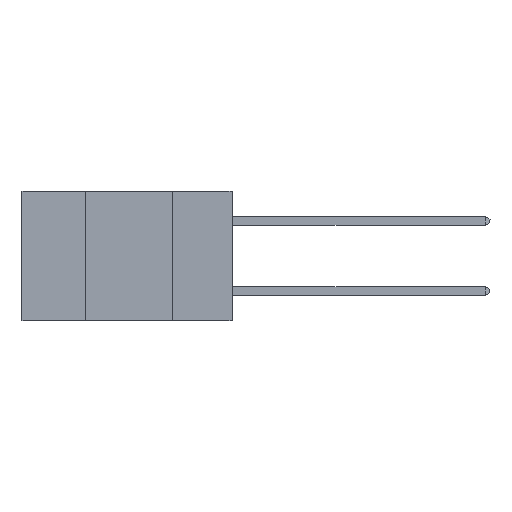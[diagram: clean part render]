
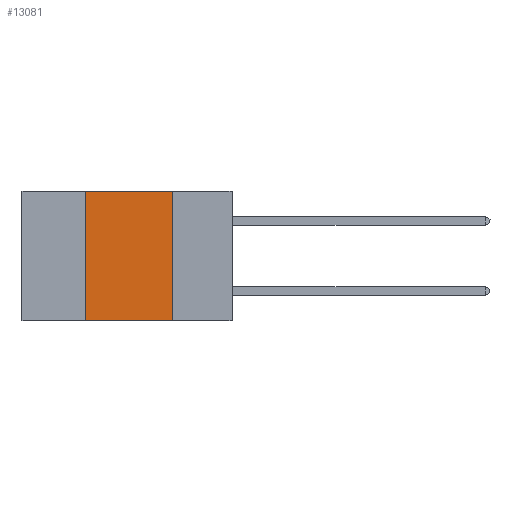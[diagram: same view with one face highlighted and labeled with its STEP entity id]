
A CAD part, left-side view. The second image highlights one B-rep face of the part: STEP entity #13081.
In plain terms, the highlighted planar face has unit normal (-1, 0, 0).
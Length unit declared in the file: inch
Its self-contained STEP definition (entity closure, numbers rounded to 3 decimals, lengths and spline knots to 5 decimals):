
#234 = VECTOR ( 'NONE', #22415, 39.37008 ) ;
#438 = VERTEX_POINT ( 'NONE', #16720 ) ;
#530 = CARTESIAN_POINT ( 'NONE',  ( 0., 0.42, 0. ) ) ;
#571 = AXIS2_PLACEMENT_3D ( 'NONE', #7492, #9216, #801 ) ;
#801 = DIRECTION ( 'NONE',  ( 0., 0., -1. ) ) ;
#926 = ORIENTED_EDGE ( 'NONE', *, *, #1187, .F. ) ;
#1187 = EDGE_CURVE ( 'NONE', #3027, #20498, #9459, .T. ) ;
#1459 = CARTESIAN_POINT ( 'NONE',  ( 0., 0.17, 0. ) ) ;
#1948 = VECTOR ( 'NONE', #2242, 39.37008 ) ;
#2011 = ORIENTED_EDGE ( 'NONE', *, *, #15594, .F. ) ;
#2242 = DIRECTION ( 'NONE',  ( 0., -1., 0. ) ) ;
#3027 = VERTEX_POINT ( 'NONE', #11997 ) ;
#3740 = CARTESIAN_POINT ( 'NONE',  ( 0., 0.17, -0.37 ) ) ;
#5657 = CARTESIAN_POINT ( 'NONE',  ( 0., 0.42, 0. ) ) ;
#5951 = PLANE ( 'NONE',  #571 ) ;
#7492 = CARTESIAN_POINT ( 'NONE',  ( 0., 0.6, 0. ) ) ;
#9072 = VERTEX_POINT ( 'NONE', #3740 ) ;
#9216 = DIRECTION ( 'NONE',  ( 1., 0., 0. ) ) ;
#9240 = VECTOR ( 'NONE', #15281, 39.37008 ) ;
#9459 = LINE ( 'NONE', #5657, #234 ) ;
#10013 = CARTESIAN_POINT ( 'NONE',  ( 0., 0.6, -0.37 ) ) ;
#11254 = VECTOR ( 'NONE', #20235, 39.37008 ) ;
#11445 = EDGE_LOOP ( 'NONE', ( #2011, #14268, #926, #13078 ) ) ;
#11997 = CARTESIAN_POINT ( 'NONE',  ( 0., 0.42, -0.37 ) ) ;
#12554 = FACE_OUTER_BOUND ( 'NONE', #11445, .T. ) ;
#13042 = EDGE_CURVE ( 'NONE', #20498, #438, #15572, .T. ) ;
#13078 = ORIENTED_EDGE ( 'NONE', *, *, #17354, .T. ) ;
#13081 = ADVANCED_FACE ( 'NONE', ( #12554 ), #5951, .F. ) ;
#14268 = ORIENTED_EDGE ( 'NONE', *, *, #13042, .F. ) ;
#15281 = DIRECTION ( 'NONE',  ( 0., -1., 0. ) ) ;
#15572 = LINE ( 'NONE', #16318, #1948 ) ;
#15594 = EDGE_CURVE ( 'NONE', #438, #9072, #22411, .T. ) ;
#16318 = CARTESIAN_POINT ( 'NONE',  ( 0., 0.6, 0. ) ) ;
#16720 = CARTESIAN_POINT ( 'NONE',  ( 0., 0.17, 0. ) ) ;
#17354 = EDGE_CURVE ( 'NONE', #3027, #9072, #21777, .T. ) ;
#20235 = DIRECTION ( 'NONE',  ( 0., 0., -1. ) ) ;
#20498 = VERTEX_POINT ( 'NONE', #530 ) ;
#21777 = LINE ( 'NONE', #10013, #9240 ) ;
#22411 = LINE ( 'NONE', #1459, #11254 ) ;
#22415 = DIRECTION ( 'NONE',  ( 0., 0., 1. ) ) ;
